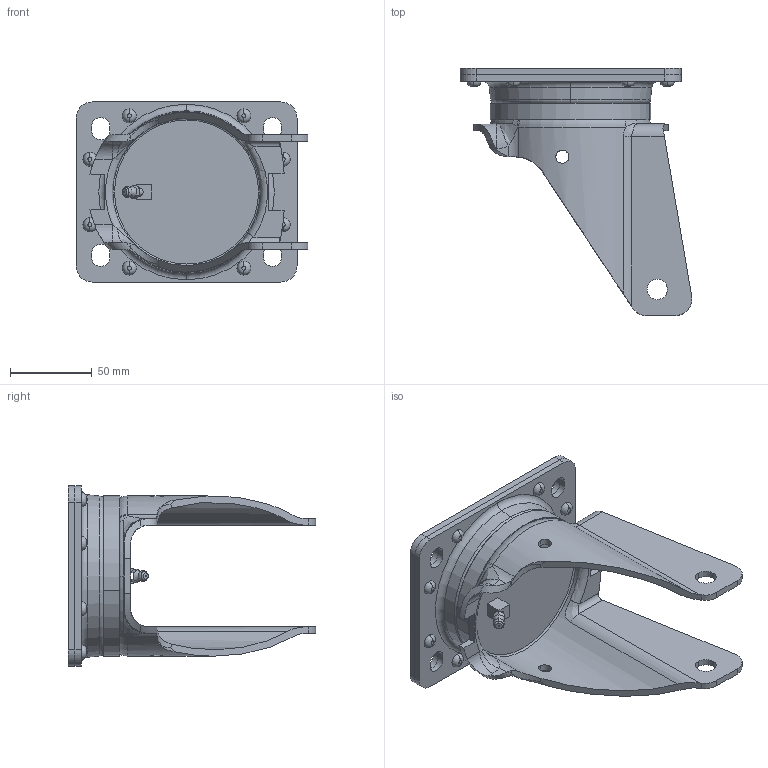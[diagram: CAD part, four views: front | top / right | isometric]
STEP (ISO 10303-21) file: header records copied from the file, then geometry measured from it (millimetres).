
FILE_DESCRIPTION (( 'STEP AP214' ), '1' );
FILE_NAME ('0019382BRL.step', '2023-02-14T11:34:54', ( '' ), ( '' ), 'SwSTEP 2.0', 'SolidWorks 2020', '' );
FILE_SCHEMA (( 'AUTOMOTIVE_DESIGN' ));
Length unit declared in the file: millimetre
Products named in the file (1): 0019382BRL
Bounding box: 141.65 x 151 x 110 mm (x, y, z)
Surface area: 86567.7 mm2 (no closed solid volume)
Topology: 0 solids, 6 shells, 261 faces, 664 edges, 432 vertices
Faces by surface type: cylinder 106, plane 89, torus 39, bspline 18, cone 8, sphere 1
Entity records: 15244 total; most frequent: CARTESIAN_POINT 6150, DIRECTION 1332, ORIENTED_EDGE 1219, EDGE_CURVE 659, AXIS2_PLACEMENT_3D 538, VERTEX_POINT 430, EDGE_LOOP 306, CIRCLE 294
